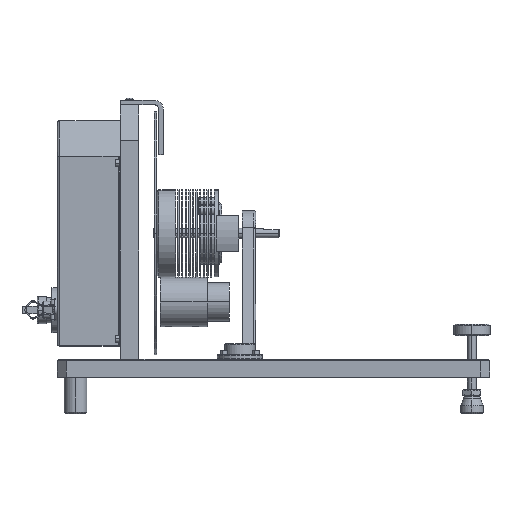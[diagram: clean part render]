
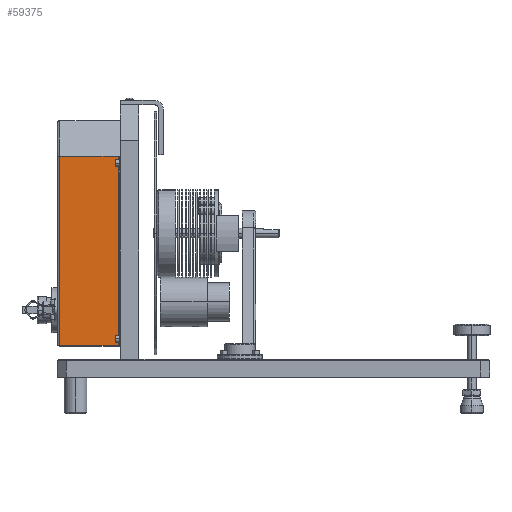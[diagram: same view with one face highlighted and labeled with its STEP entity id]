
A CAD part, top view. The second image highlights one B-rep face of the part: STEP entity #59375.
In plain terms, the highlighted planar face has unit normal (0, 0, 1).
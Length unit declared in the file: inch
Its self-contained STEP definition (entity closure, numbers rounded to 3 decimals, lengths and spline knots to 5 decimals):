
#573 = ORIENTED_EDGE ( 'NONE', *, *, #68591, .F. ) ;
#947 = CARTESIAN_POINT ( 'NONE',  ( 1.68275, 6.1255, 3.12525 ) ) ;
#3472 = CARTESIAN_POINT ( 'NONE',  ( 1.68275, 0.8755, 3.12525 ) ) ;
#7459 = DIRECTION ( 'NONE',  ( 0., 0., 1. ) ) ;
#8065 = ORIENTED_EDGE ( 'NONE', *, *, #32323, .T. ) ;
#8453 = VECTOR ( 'NONE', #10394, 39.37008 ) ;
#10394 = DIRECTION ( 'NONE',  ( 0., 1., 0. ) ) ;
#11021 = CARTESIAN_POINT ( 'NONE',  ( 0.06725, 0.8755, 3.12525 ) ) ;
#11974 = LINE ( 'NONE', #11021, #43199 ) ;
#14714 = VERTEX_POINT ( 'NONE', #947 ) ;
#14840 = VERTEX_POINT ( 'NONE', #41866 ) ;
#15398 = EDGE_LOOP ( 'NONE', ( #573, #30522, #8065, #41589 ) ) ;
#15993 = CARTESIAN_POINT ( 'NONE',  ( 0.06725, 0.8755, 3.12525 ) ) ;
#17205 = DIRECTION ( 'NONE',  ( 0., -1., 0. ) ) ;
#22884 = CARTESIAN_POINT ( 'NONE',  ( 1.68275, 6.1255, 3.12525 ) ) ;
#23730 = VERTEX_POINT ( 'NONE', #15993 ) ;
#30522 = ORIENTED_EDGE ( 'NONE', *, *, #78894, .T. ) ;
#30627 = VECTOR ( 'NONE', #42086, 39.37008 ) ;
#30740 = VECTOR ( 'NONE', #61053, 39.37008 ) ;
#32323 = EDGE_CURVE ( 'NONE', #23730, #73831, #61904, .T. ) ;
#36104 = FACE_OUTER_BOUND ( 'NONE', #15398, .T. ) ;
#41589 = ORIENTED_EDGE ( 'NONE', *, *, #67669, .T. ) ;
#41866 = CARTESIAN_POINT ( 'NONE',  ( 0.06725, 6.1255, 3.12525 ) ) ;
#42086 = DIRECTION ( 'NONE',  ( 1., 0., 0. ) ) ;
#43199 = VECTOR ( 'NONE', #17205, 39.37008 ) ;
#44753 = CARTESIAN_POINT ( 'NONE',  ( 0., 0.8755, 3.12525 ) ) ;
#47257 = LINE ( 'NONE', #60293, #30627 ) ;
#50739 = PLANE ( 'NONE',  #60693 ) ;
#51004 = DIRECTION ( 'NONE',  ( 1., 0., 0. ) ) ;
#59375 = ADVANCED_FACE ( 'NONE', ( #36104 ), #50739, .T. ) ;
#60293 = CARTESIAN_POINT ( 'NONE',  ( 0., 6.1255, 3.12525 ) ) ;
#60693 = AXIS2_PLACEMENT_3D ( 'NONE', #44753, #7459, #51004 ) ;
#61053 = DIRECTION ( 'NONE',  ( 1., 0., 0. ) ) ;
#61904 = LINE ( 'NONE', #79620, #30740 ) ;
#67669 = EDGE_CURVE ( 'NONE', #73831, #14714, #74687, .T. ) ;
#68591 = EDGE_CURVE ( 'NONE', #14840, #14714, #47257, .T. ) ;
#73831 = VERTEX_POINT ( 'NONE', #3472 ) ;
#74687 = LINE ( 'NONE', #22884, #8453 ) ;
#78894 = EDGE_CURVE ( 'NONE', #14840, #23730, #11974, .T. ) ;
#79620 = CARTESIAN_POINT ( 'NONE',  ( 0., 0.8755, 3.12525 ) ) ;
